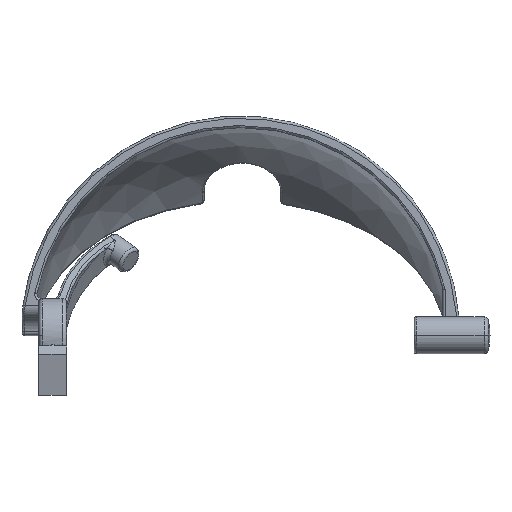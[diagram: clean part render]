
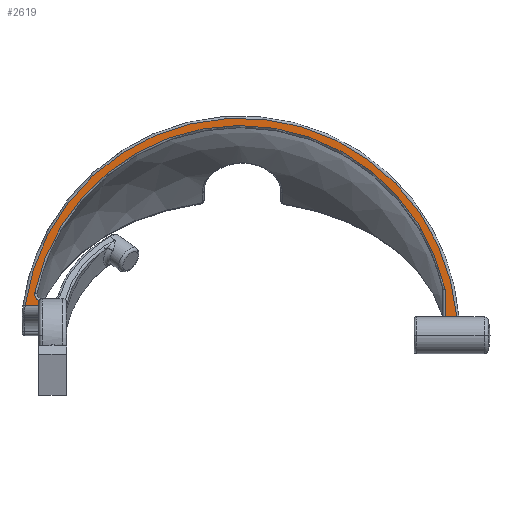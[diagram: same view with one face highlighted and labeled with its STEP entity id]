
A CAD part, top view. The second image highlights one B-rep face of the part: STEP entity #2619.
In plain terms, the highlighted planar face has unit normal (0, -0.035, 0.999).
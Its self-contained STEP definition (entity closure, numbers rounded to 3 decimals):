
#25 = CIRCLE ( 'NONE', #108, 36.189 ) ;
#55 = FACE_OUTER_BOUND ( 'NONE', #4187, .T. ) ;
#65 = VERTEX_POINT ( 'NONE', #1981 ) ;
#98 = VERTEX_POINT ( 'NONE', #3934 ) ;
#107 = VECTOR ( 'NONE', #4645, 1000. ) ;
#108 = AXIS2_PLACEMENT_3D ( 'NONE', #4889, #1135, #2622 ) ;
#116 = VERTEX_POINT ( 'NONE', #2411 ) ;
#171 = CARTESIAN_POINT ( 'NONE',  ( 35.306, 0.004, -0.254 ) ) ;
#440 = EDGE_CURVE ( 'NONE', #1980, #65, #25, .T. ) ;
#459 = CARTESIAN_POINT ( 'NONE',  ( -35.429, 6.767, -0.017 ) ) ;
#564 = CARTESIAN_POINT ( 'NONE',  ( -34.798, 5.125, -0.075 ) ) ;
#629 = DIRECTION ( 'NONE',  ( 0., -0.999, -0.035 ) ) ;
#639 = DIRECTION ( 'NONE',  ( 0., -0.035, 0.999 ) ) ;
#648 = DIRECTION ( 'NONE',  ( 0., -0.035, 0.999 ) ) ;
#833 = B_SPLINE_CURVE_WITH_KNOTS ( 'NONE', 3,
 ( #3583, #4373, #905, #4103, #2713, #3825, #459, #3754, #1761, #2541 ),
 .UNSPECIFIED., .F., .F.,
 ( 4, 2, 2, 2, 4 ),
 ( 0., 0.001, 0.001, 0.002, 0.002 ),
 .UNSPECIFIED. ) ;
#896 = DIRECTION ( 'NONE',  ( 1., 0., 0. ) ) ;
#905 = CARTESIAN_POINT ( 'NONE',  ( -34.935, 6.109, -0.04 ) ) ;
#1021 = PLANE ( 'NONE',  #3455 ) ;
#1082 = ORIENTED_EDGE ( 'NONE', *, *, #3912, .T. ) ;
#1135 = DIRECTION ( 'NONE',  ( 0., 0.035, -0.999 ) ) ;
#1149 = VERTEX_POINT ( 'NONE', #2933 ) ;
#1485 = CARTESIAN_POINT ( 'NONE',  ( -35.442, 7.321, 0.002 ) ) ;
#1531 = VECTOR ( 'NONE', #4204, 1000. ) ;
#1761 = CARTESIAN_POINT ( 'NONE',  ( -35.471, 7.183, -0.003 ) ) ;
#1893 = CARTESIAN_POINT ( 'NONE',  ( -34.798, 0., -0.254 ) ) ;
#1972 = ORIENTED_EDGE ( 'NONE', *, *, #2535, .F. ) ;
#1979 = CARTESIAN_POINT ( 'NONE',  ( 42.799, 3.172, -0.143 ) ) ;
#1980 = VERTEX_POINT ( 'NONE', #1485 ) ;
#1981 = CARTESIAN_POINT ( 'NONE',  ( 35.306, 7.951, 0.024 ) ) ;
#2022 = EDGE_CURVE ( 'NONE', #4597, #1980, #833, .T. ) ;
#2145 = B_SPLINE_CURVE_WITH_KNOTS ( 'NONE', 3,
 ( #4425, #3306, #4840, #4411 ),
 .UNSPECIFIED., .F., .F.,
 ( 4, 4 ),
 ( 0., 0. ),
 .UNSPECIFIED. ) ;
#2245 = LINE ( 'NONE', #564, #3025 ) ;
#2343 = ORIENTED_EDGE ( 'NONE', *, *, #3379, .F. ) ;
#2411 = CARTESIAN_POINT ( 'NONE',  ( -34.798, 5.125, -0.075 ) ) ;
#2535 = EDGE_CURVE ( 'NONE', #3914, #1149, #4153, .T. ) ;
#2538 = DIRECTION ( 'NONE',  ( 1., 0., 0. ) ) ;
#2541 = CARTESIAN_POINT ( 'NONE',  ( -35.442, 7.321, 0.002 ) ) ;
#2559 = CIRCLE ( 'NONE', #3089, 37.46 ) ;
#2619 = ADVANCED_FACE ( 'NONE', ( #55 ), #1021, .T. ) ;
#2622 = DIRECTION ( 'NONE',  ( 0., -0.999, -0.035 ) ) ;
#2713 = CARTESIAN_POINT ( 'NONE',  ( -35.243, 6.393, -0.031 ) ) ;
#2771 = VECTOR ( 'NONE', #3968, 1000. ) ;
#2773 = ORIENTED_EDGE ( 'NONE', *, *, #4173, .T. ) ;
#2830 = LINE ( 'NONE', #171, #2771 ) ;
#2857 = ORIENTED_EDGE ( 'NONE', *, *, #2022, .T. ) ;
#2933 = CARTESIAN_POINT ( 'NONE',  ( 35.306, 3.172, -0.143 ) ) ;
#3025 = VECTOR ( 'NONE', #896, 1000. ) ;
#3089 = AXIS2_PLACEMENT_3D ( 'NONE', #4763, #648, #629 ) ;
#3276 = ORIENTED_EDGE ( 'NONE', *, *, #440, .T. ) ;
#3306 = CARTESIAN_POINT ( 'NONE',  ( -34.798, 5.733, -0.054 ) ) ;
#3379 = EDGE_CURVE ( 'NONE', #4511, #116, #3432, .T. ) ;
#3432 = LINE ( 'NONE', #1893, #1531 ) ;
#3455 = AXIS2_PLACEMENT_3D ( 'NONE', #4810, #639, #2538 ) ;
#3464 = CARTESIAN_POINT ( 'NONE',  ( -34.679, 5.997, -0.044 ) ) ;
#3583 = CARTESIAN_POINT ( 'NONE',  ( -34.679, 5.997, -0.044 ) ) ;
#3605 = CARTESIAN_POINT ( 'NONE',  ( 37.326, 3.172, -0.143 ) ) ;
#3754 = CARTESIAN_POINT ( 'NONE',  ( -35.474, 7.044, -0.008 ) ) ;
#3825 = CARTESIAN_POINT ( 'NONE',  ( -35.382, 6.635, -0.022 ) ) ;
#3912 = EDGE_CURVE ( 'NONE', #3914, #98, #2559, .T. ) ;
#3914 = VERTEX_POINT ( 'NONE', #3605 ) ;
#3934 = CARTESIAN_POINT ( 'NONE',  ( -37.108, 5.125, -0.075 ) ) ;
#3968 = DIRECTION ( 'NONE',  ( 0., -0.999, -0.035 ) ) ;
#4103 = CARTESIAN_POINT ( 'NONE',  ( -35.151, 6.285, -0.034 ) ) ;
#4153 = LINE ( 'NONE', #1979, #107 ) ;
#4173 = EDGE_CURVE ( 'NONE', #98, #116, #2245, .T. ) ;
#4187 = EDGE_LOOP ( 'NONE', ( #3276, #4602, #1972, #1082, #2773, #2343, #4557, #2857 ) ) ;
#4204 = DIRECTION ( 'NONE',  ( 0., -0.999, -0.035 ) ) ;
#4373 = CARTESIAN_POINT ( 'NONE',  ( -34.811, 6.041, -0.043 ) ) ;
#4411 = CARTESIAN_POINT ( 'NONE',  ( -34.679, 5.997, -0.044 ) ) ;
#4425 = CARTESIAN_POINT ( 'NONE',  ( -34.798, 5.588, -0.059 ) ) ;
#4511 = VERTEX_POINT ( 'NONE', #4926 ) ;
#4557 = ORIENTED_EDGE ( 'NONE', *, *, #4824, .T. ) ;
#4597 = VERTEX_POINT ( 'NONE', #3464 ) ;
#4602 = ORIENTED_EDGE ( 'NONE', *, *, #4747, .T. ) ;
#4645 = DIRECTION ( 'NONE',  ( -1., 0., 0. ) ) ;
#4747 = EDGE_CURVE ( 'NONE', #65, #1149, #2830, .T. ) ;
#4763 = CARTESIAN_POINT ( 'NONE',  ( 0., 0.009, -0.253 ) ) ;
#4810 = CARTESIAN_POINT ( 'NONE',  ( 0., 0.004, -0.254 ) ) ;
#4824 = EDGE_CURVE ( 'NONE', #4511, #4597, #2145, .T. ) ;
#4840 = CARTESIAN_POINT ( 'NONE',  ( -34.756, 5.876, -0.049 ) ) ;
#4889 = CARTESIAN_POINT ( 'NONE',  ( 0., 0.009, -0.253 ) ) ;
#4926 = CARTESIAN_POINT ( 'NONE',  ( -34.798, 5.588, -0.059 ) ) ;
